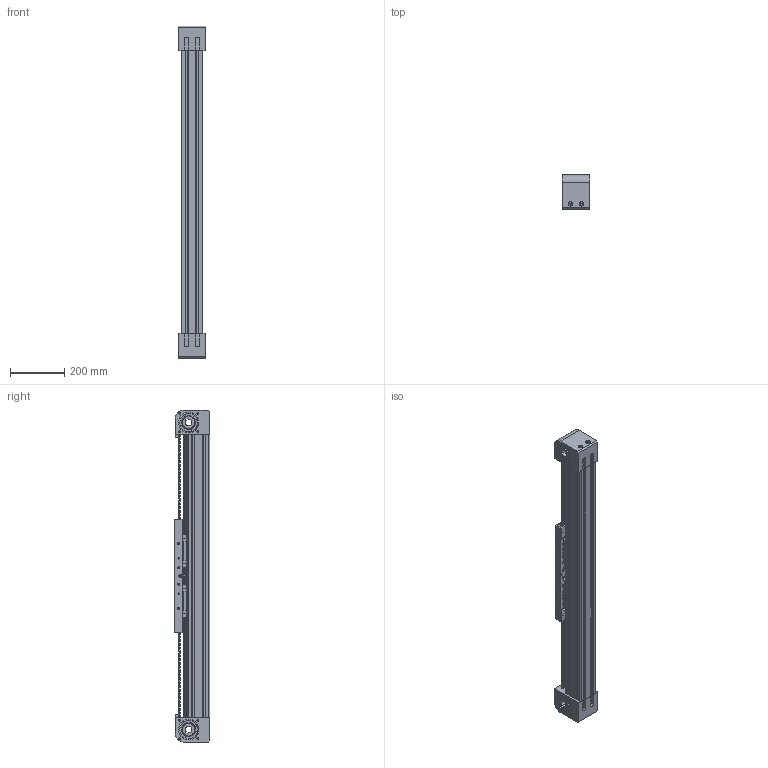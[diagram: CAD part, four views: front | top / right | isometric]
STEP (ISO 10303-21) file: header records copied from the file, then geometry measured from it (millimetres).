
FILE_DESCRIPTION (( 'STEP AP214' ), '1' );
FILE_NAME ('BLM80-600.STEP', '2023-03-13T14:45:29', ( '' ), ( '' ), 'SwSTEP 2.0', 'SolidWorks 2023', '' );
FILE_SCHEMA (( 'AUTOMOTIVE_DESIGN' ));
Length unit declared in the file: millimetre
Products named in the file (1): BLM80-600
Bounding box: 100 x 130 x 1224 mm (x, y, z)
Volume: 8819009 mm3; surface area: 1437738.5 mm2
Topology: 49 solids, 57 shells, 3503 faces, 9607 edges, 6260 vertices
Faces by surface type: plane 1811, cylinder 1364, torus 152, sphere 100, cone 52, bspline 24
Entity records: 154855 total; most frequent: CARTESIAN_POINT 25727, DIRECTION 19323, ORIENTED_EDGE 18606, EDGE_CURVE 9303, AXIS2_PLACEMENT_3D 6826, VERTEX_POINT 6068, VECTOR 5671, LINE 5671
